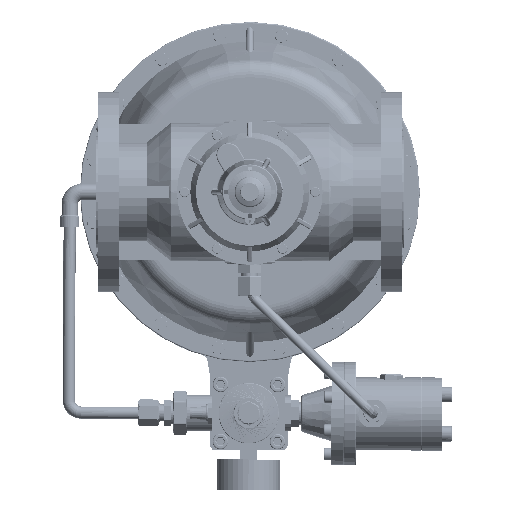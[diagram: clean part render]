
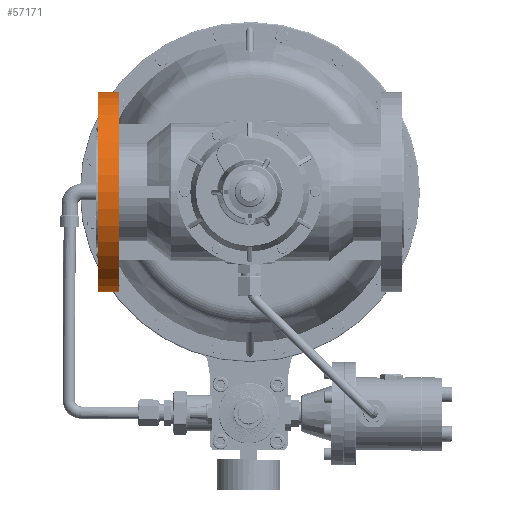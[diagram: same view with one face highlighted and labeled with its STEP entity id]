
A CAD part, front view. The second image highlights one B-rep face of the part: STEP entity #57171.
In plain terms, the highlighted cylindrical face has radius 82.5 mm (diameter 165 mm), a partial arc.
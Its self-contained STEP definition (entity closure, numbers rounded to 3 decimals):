
#5949 = DIRECTION ( 'NONE',  ( 1., 0., 0. ) ) ;
#10412 = LINE ( 'NONE', #22644, #24000 ) ;
#11613 = DIRECTION ( 'NONE',  ( 1., 0., 0. ) ) ;
#12911 = VECTOR ( 'NONE', #59780, 1000. ) ;
#14483 = ORIENTED_EDGE ( 'NONE', *, *, #84032, .F. ) ;
#21171 = CARTESIAN_POINT ( 'NONE',  ( -108., 0., -82.5 ) ) ;
#22644 = CARTESIAN_POINT ( 'NONE',  ( -128., 0., -82.5 ) ) ;
#24000 = VECTOR ( 'NONE', #5949, 1000. ) ;
#24766 = CIRCLE ( 'NONE', #39100, 82.5 ) ;
#25792 = CARTESIAN_POINT ( 'NONE',  ( -128., 0., 82.5 ) ) ;
#27332 = EDGE_CURVE ( 'NONE', #27473, #94351, #28416, .T. ) ;
#27473 = VERTEX_POINT ( 'NONE', #108294 ) ;
#28416 = CIRCLE ( 'NONE', #38521, 82.5 ) ;
#37422 = DIRECTION ( 'NONE',  ( -1., 0., 0. ) ) ;
#38521 = AXIS2_PLACEMENT_3D ( 'NONE', #106443, #89825, #55534 ) ;
#38873 = AXIS2_PLACEMENT_3D ( 'NONE', #107898, #11613, #107537 ) ;
#39100 = AXIS2_PLACEMENT_3D ( 'NONE', #55960, #37422, #64251 ) ;
#40571 = VERTEX_POINT ( 'NONE', #104211 ) ;
#45387 = LINE ( 'NONE', #25792, #12911 ) ;
#47713 = ORIENTED_EDGE ( 'NONE', *, *, #27332, .F. ) ;
#49697 = ORIENTED_EDGE ( 'NONE', *, *, #110180, .F. ) ;
#55534 = DIRECTION ( 'NONE',  ( 0., 0., 1. ) ) ;
#55960 = CARTESIAN_POINT ( 'NONE',  ( -125.4, 0., 0. ) ) ;
#57171 = ADVANCED_FACE ( 'NONE', ( #80287 ), #99058, .T. ) ;
#59780 = DIRECTION ( 'NONE',  ( 1., 0., 0. ) ) ;
#64251 = DIRECTION ( 'NONE',  ( 0., 0., 1. ) ) ;
#73820 = EDGE_LOOP ( 'NONE', ( #14483, #49697, #73918, #47713 ) ) ;
#73918 = ORIENTED_EDGE ( 'NONE', *, *, #92883, .T. ) ;
#74251 = VERTEX_POINT ( 'NONE', #95306 ) ;
#80287 = FACE_OUTER_BOUND ( 'NONE', #73820, .T. ) ;
#84032 = EDGE_CURVE ( 'NONE', #74251, #27473, #45387, .T. ) ;
#89825 = DIRECTION ( 'NONE',  ( 1., 0., 0. ) ) ;
#92883 = EDGE_CURVE ( 'NONE', #40571, #94351, #10412, .T. ) ;
#94351 = VERTEX_POINT ( 'NONE', #21171 ) ;
#95306 = CARTESIAN_POINT ( 'NONE',  ( -125.4, 0., 82.5 ) ) ;
#99058 = CYLINDRICAL_SURFACE ( 'NONE', #38873, 82.5 ) ;
#104211 = CARTESIAN_POINT ( 'NONE',  ( -125.4, 0., -82.5 ) ) ;
#106443 = CARTESIAN_POINT ( 'NONE',  ( -108., 0., 0. ) ) ;
#107537 = DIRECTION ( 'NONE',  ( 0., 0., -1. ) ) ;
#107898 = CARTESIAN_POINT ( 'NONE',  ( -128., 0., 0. ) ) ;
#108294 = CARTESIAN_POINT ( 'NONE',  ( -108., 0., 82.5 ) ) ;
#110180 = EDGE_CURVE ( 'NONE', #40571, #74251, #24766, .T. ) ;
